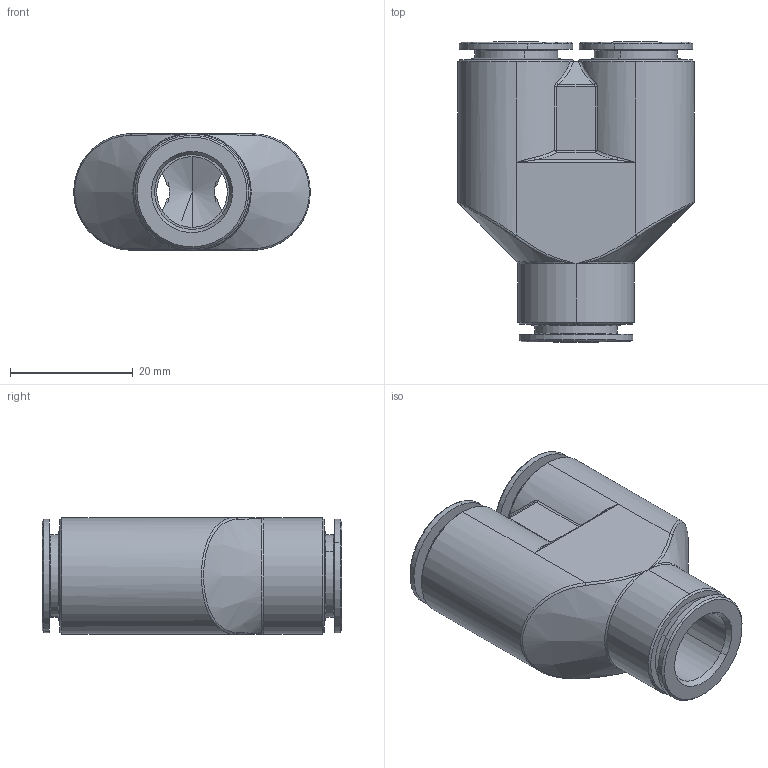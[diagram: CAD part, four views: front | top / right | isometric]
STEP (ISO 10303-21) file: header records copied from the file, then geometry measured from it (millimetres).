
FILE_DESCRIPTION (( 'STEP AP203' ), '1' );
FILE_NAME ('A0276060.STEP', '2009-04-08T14:52:28', ( '' ), ( 'sopra-pneumatic' ), 'SwSTEP 2.0', 'SolidWorks 2009', '' );
FILE_SCHEMA (( 'CONFIG_CONTROL_DESIGN' ));
Length unit declared in the file: millimetre
Products named in the file (1): A0276060
Bounding box: 38.5 x 48.8 x 19 mm (x, y, z)
Volume: 13658.9 mm3; surface area: 8865.8 mm2
Topology: 1 solids, 1 shells, 143 faces, 338 edges, 190 vertices
Faces by surface type: cylinder 55, cone 40, bspline 24, plane 20, torus 2, sphere 2
Entity records: 4980 total; most frequent: CARTESIAN_POINT 1875, ORIENTED_EDGE 648, DIRECTION 625, EDGE_CURVE 324, AXIS2_PLACEMENT_3D 262, VERTEX_POINT 190, EDGE_LOOP 154, FACE_OUTER_BOUND 143
